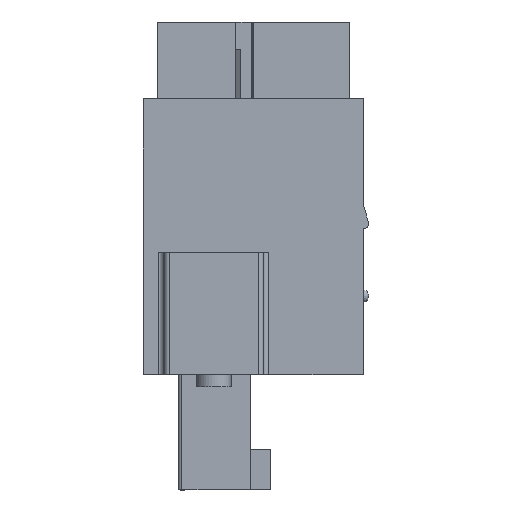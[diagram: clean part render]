
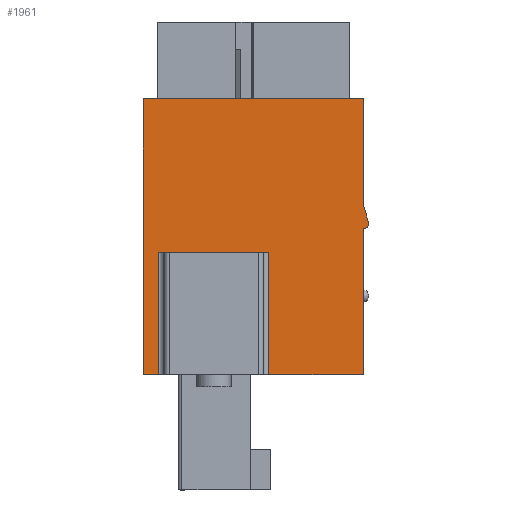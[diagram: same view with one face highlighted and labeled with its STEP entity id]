
A CAD part, left-side view. The second image highlights one B-rep face of the part: STEP entity #1961.
In plain terms, the highlighted planar face has unit normal (-1, 0, 0).
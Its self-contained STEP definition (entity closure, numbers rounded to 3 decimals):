
#1961 = ADVANCED_FACE( '', ( #3979 ), #3980, .F. );
#3979 = FACE_OUTER_BOUND( '', #6052, .T. );
#3980 = PLANE( '', #6053 );
#6052 = EDGE_LOOP( '', ( #11827, #11828, #11829, #11830, #11831, #11832, #11833, #11834, #11835, #11836, #11837 ) );
#6053 = AXIS2_PLACEMENT_3D( '', #11838, #11839, #11840 );
#11827 = ORIENTED_EDGE( '', *, *, #14943, .F. );
#11828 = ORIENTED_EDGE( '', *, *, #14944, .T. );
#11829 = ORIENTED_EDGE( '', *, *, #14345, .F. );
#11830 = ORIENTED_EDGE( '', *, *, #14678, .F. );
#11831 = ORIENTED_EDGE( '', *, *, #12671, .F. );
#11832 = ORIENTED_EDGE( '', *, *, #14707, .F. );
#11833 = ORIENTED_EDGE( '', *, *, #14453, .F. );
#11834 = ORIENTED_EDGE( '', *, *, #13544, .F. );
#11835 = ORIENTED_EDGE( '', *, *, #14726, .F. );
#11836 = ORIENTED_EDGE( '', *, *, #14341, .F. );
#11837 = ORIENTED_EDGE( '', *, *, #14701, .T. );
#11838 = CARTESIAN_POINT( '', ( -9.92, 0., 0. ) );
#11839 = DIRECTION( '', ( 1., 0., 0. ) );
#11840 = DIRECTION( '', ( 0., 0., -1. ) );
#12671 = EDGE_CURVE( '', #15235, #15237, #15238, .T. );
#13544 = EDGE_CURVE( '', #16744, #16746, #16747, .T. );
#14341 = EDGE_CURVE( '', #17906, #17908, #17909, .T. );
#14345 = EDGE_CURVE( '', #17912, #17914, #17915, .T. );
#14453 = EDGE_CURVE( '', #16746, #18063, #18064, .T. );
#14678 = EDGE_CURVE( '', #15237, #17912, #18343, .T. );
#14701 = EDGE_CURVE( '', #17906, #18368, #18370, .F. );
#14707 = EDGE_CURVE( '', #18063, #15235, #18376, .T. );
#14726 = EDGE_CURVE( '', #17908, #16744, #18401, .T. );
#14943 = EDGE_CURVE( '', #18631, #18368, #18632, .T. );
#14944 = EDGE_CURVE( '', #18631, #17914, #18633, .F. );
#15235 = VERTEX_POINT( '', #19015 );
#15237 = VERTEX_POINT( '', #19018 );
#15238 = CIRCLE( '', #19019, 0.3 );
#16744 = VERTEX_POINT( '', #21232 );
#16746 = VERTEX_POINT( '', #21235 );
#16747 = LINE( '', #21236, #21237 );
#17906 = VERTEX_POINT( '', #22951 );
#17908 = VERTEX_POINT( '', #22953 );
#17909 = LINE( '', #22954, #22955 );
#17912 = VERTEX_POINT( '', #22960 );
#17914 = VERTEX_POINT( '', #22963 );
#17915 = LINE( '', #22964, #22965 );
#18063 = VERTEX_POINT( '', #23178 );
#18064 = LINE( '', #23179, #23180 );
#18343 = LINE( '', #23622, #23623 );
#18368 = VERTEX_POINT( '', #23660 );
#18370 = LINE( '', #23662, #23663 );
#18376 = LINE( '', #23670, #23671 );
#18401 = LINE( '', #23705, #23706 );
#18631 = VERTEX_POINT( '', #24047 );
#18632 = LINE( '', #24048, #24049 );
#18633 = LINE( '', #24050, #24051 );
#19015 = CARTESIAN_POINT( '', ( -9.92, -6.589, 0.832 ) );
#19018 = CARTESIAN_POINT( '', ( -9.92, -6.3, 0.45 ) );
#19019 = AXIS2_PLACEMENT_3D( '', #24272, #24273, #24274 );
#21232 = CARTESIAN_POINT( '', ( -9.92, 6.3, 7.9 ) );
#21235 = CARTESIAN_POINT( '', ( -9.92, -6.3, 7.9 ) );
#21236 = CARTESIAN_POINT( '', ( -9.92, 6.3, 7.9 ) );
#21237 = VECTOR( '', #25142, 1000. );
#22951 = CARTESIAN_POINT( '', ( -9.92, 5.425, -7.9 ) );
#22953 = CARTESIAN_POINT( '', ( -9.92, 6.3, -7.9 ) );
#22954 = CARTESIAN_POINT( '', ( -9.92, -6.3, -7.9 ) );
#22955 = VECTOR( '', #25883, 1000. );
#22960 = CARTESIAN_POINT( '', ( -9.92, -6.3, -7.9 ) );
#22963 = CARTESIAN_POINT( '', ( -9.92, -0.875, -7.9 ) );
#22964 = CARTESIAN_POINT( '', ( -9.92, -6.3, -7.9 ) );
#22965 = VECTOR( '', #25887, 1000. );
#23178 = CARTESIAN_POINT( '', ( -9.92, -6.3, 1.85 ) );
#23179 = CARTESIAN_POINT( '', ( -9.92, -6.3, 7.9 ) );
#23180 = VECTOR( '', #25998, 1000. );
#23622 = CARTESIAN_POINT( '', ( -9.92, -6.3, 7.9 ) );
#23623 = VECTOR( '', #26190, 1000. );
#23660 = CARTESIAN_POINT( '', ( -9.92, 5.425, -0.9 ) );
#23662 = CARTESIAN_POINT( '', ( -9.92, 5.425, -0.9 ) );
#23663 = VECTOR( '', #26209, 1000. );
#23670 = CARTESIAN_POINT( '', ( -9.92, -6.3, 1.85 ) );
#23671 = VECTOR( '', #26211, 1000. );
#23705 = CARTESIAN_POINT( '', ( -9.92, 6.3, -7.9 ) );
#23706 = VECTOR( '', #26227, 1000. );
#24047 = CARTESIAN_POINT( '', ( -9.92, -0.875, -0.9 ) );
#24048 = CARTESIAN_POINT( '', ( -9.92, -0.575, -0.9 ) );
#24049 = VECTOR( '', #26357, 1000. );
#24050 = CARTESIAN_POINT( '', ( -9.92, -0.875, -7.9 ) );
#24051 = VECTOR( '', #26358, 1000. );
#24272 = CARTESIAN_POINT( '', ( -9.92, -6.3, 0.75 ) );
#24273 = DIRECTION( '', ( 1., 0., 0. ) );
#24274 = DIRECTION( '', ( 0., 1., 0. ) );
#25142 = DIRECTION( '', ( 0., -1., 0. ) );
#25883 = DIRECTION( '', ( 0., 1., 0. ) );
#25887 = DIRECTION( '', ( 0., 1., 0. ) );
#25998 = DIRECTION( '', ( 0., 0., -1. ) );
#26190 = DIRECTION( '', ( 0., 0., -1. ) );
#26209 = DIRECTION( '', ( 0., 0., -1. ) );
#26211 = DIRECTION( '', ( 0., -0.273, -0.962 ) );
#26227 = DIRECTION( '', ( 0., 0., 1. ) );
#26357 = DIRECTION( '', ( 0., 1., 0. ) );
#26358 = DIRECTION( '', ( 0., 0., 1. ) );
